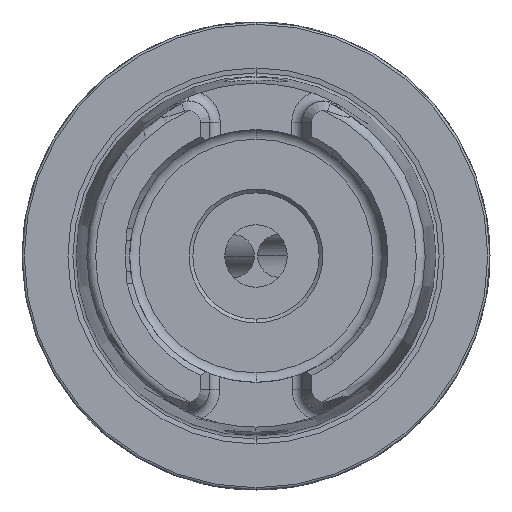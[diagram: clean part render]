
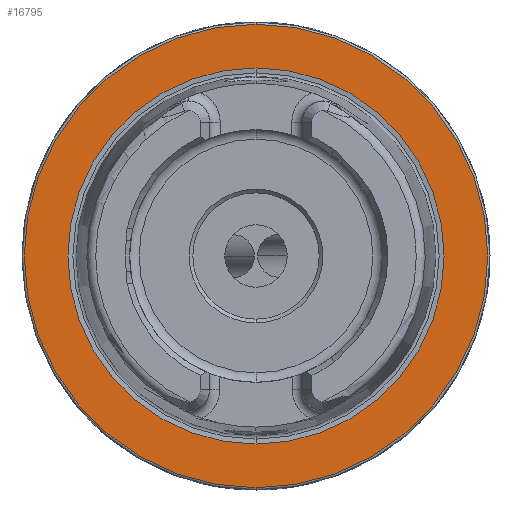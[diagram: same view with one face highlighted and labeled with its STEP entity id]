
A CAD part, left-side view. The second image highlights one B-rep face of the part: STEP entity #16795.
In plain terms, the highlighted planar face has unit normal (-1, 0, 0).
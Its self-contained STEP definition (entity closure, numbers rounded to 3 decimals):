
#383 = AXIS2_PLACEMENT_3D ( 'NONE', #10651, #2499, #17183 ) ;
#1066 = AXIS2_PLACEMENT_3D ( 'NONE', #2593, #8132, #5203 ) ;
#2499 = DIRECTION ( 'NONE',  ( -1., 0., 0. ) ) ;
#2593 = CARTESIAN_POINT ( 'NONE',  ( 0., 0., 0. ) ) ;
#3276 = CARTESIAN_POINT ( 'NONE',  ( 0., 0., -31.2 ) ) ;
#3688 = EDGE_LOOP ( 'NONE', ( #15875, #9111 ) ) ;
#4486 = CARTESIAN_POINT ( 'NONE',  ( 0., 0., -25.319 ) ) ;
#4602 = CARTESIAN_POINT ( 'NONE',  ( 0., 31.2, 0. ) ) ;
#4881 = FACE_BOUND ( 'NONE', #3688, .T. ) ;
#5203 = DIRECTION ( 'NONE',  ( 0., 0., 1. ) ) ;
#5999 = DIRECTION ( 'NONE',  ( 1., 0., 0. ) ) ;
#6043 = VERTEX_POINT ( 'NONE', #4486 ) ;
#6126 = VERTEX_POINT ( 'NONE', #7413 ) ;
#6165 = DIRECTION ( 'NONE',  ( -1., 0., 0. ) ) ;
#6228 = CARTESIAN_POINT ( 'NONE',  ( 0., 0., 0. ) ) ;
#6560 = ORIENTED_EDGE ( 'NONE', *, *, #12510, .T. ) ;
#7413 = CARTESIAN_POINT ( 'NONE',  ( 0., 0., 25.319 ) ) ;
#8132 = DIRECTION ( 'NONE',  ( -1., 0., 0. ) ) ;
#8228 = EDGE_CURVE ( 'NONE', #6126, #6043, #10329, .T. ) ;
#8263 = CARTESIAN_POINT ( 'NONE',  ( 0., 0., 31.2 ) ) ;
#8953 = CIRCLE ( 'NONE', #383, 31.2 ) ;
#9111 = ORIENTED_EDGE ( 'NONE', *, *, #15110, .F. ) ;
#9781 = AXIS2_PLACEMENT_3D ( 'NONE', #17420, #10889, #16235 ) ;
#10006 = EDGE_LOOP ( 'NONE', ( #6560, #11671 ) ) ;
#10172 = DIRECTION ( 'NONE',  ( 0., 0., 1. ) ) ;
#10329 = CIRCLE ( 'NONE', #9781, 25.319 ) ;
#10356 = AXIS2_PLACEMENT_3D ( 'NONE', #4602, #5999, #12775 ) ;
#10651 = CARTESIAN_POINT ( 'NONE',  ( 0., 0., 0. ) ) ;
#10889 = DIRECTION ( 'NONE',  ( -1., 0., 0. ) ) ;
#11233 = AXIS2_PLACEMENT_3D ( 'NONE', #6228, #6165, #10172 ) ;
#11671 = ORIENTED_EDGE ( 'NONE', *, *, #16128, .T. ) ;
#11880 = VERTEX_POINT ( 'NONE', #3276 ) ;
#12252 = CIRCLE ( 'NONE', #11233, 31.2 ) ;
#12510 = EDGE_CURVE ( 'NONE', #16600, #11880, #12252, .T. ) ;
#12775 = DIRECTION ( 'NONE',  ( 0., 0., -1. ) ) ;
#13948 = FACE_OUTER_BOUND ( 'NONE', #10006, .T. ) ;
#15096 = CIRCLE ( 'NONE', #1066, 25.319 ) ;
#15110 = EDGE_CURVE ( 'NONE', #6043, #6126, #15096, .T. ) ;
#15875 = ORIENTED_EDGE ( 'NONE', *, *, #8228, .F. ) ;
#16128 = EDGE_CURVE ( 'NONE', #11880, #16600, #8953, .T. ) ;
#16235 = DIRECTION ( 'NONE',  ( 0., 0., 1. ) ) ;
#16600 = VERTEX_POINT ( 'NONE', #8263 ) ;
#16720 = PLANE ( 'NONE',  #10356 ) ;
#16795 = ADVANCED_FACE ( 'NONE', ( #4881, #13948 ), #16720, .F. ) ;
#17183 = DIRECTION ( 'NONE',  ( 0., 0., 1. ) ) ;
#17420 = CARTESIAN_POINT ( 'NONE',  ( 0., 0., 0. ) ) ;
